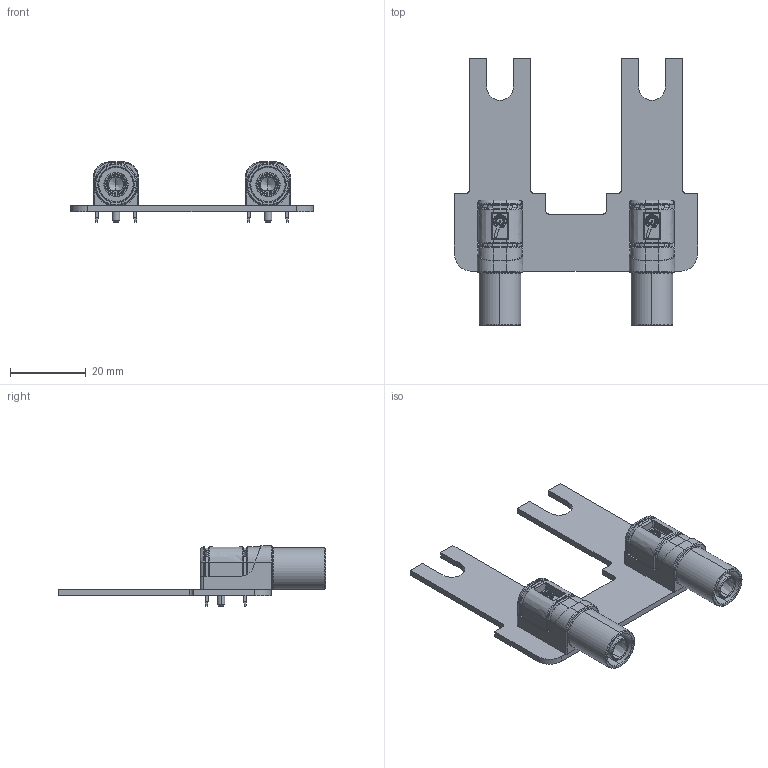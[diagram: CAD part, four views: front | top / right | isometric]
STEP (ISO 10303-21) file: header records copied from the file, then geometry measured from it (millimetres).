
FILE_DESCRIPTION(('KiCad electronic assembly'),'2;1');
FILE_NAME('pt130a_dc-load-banana-plug-adapter.step', '2022-05-27T18:45:02',('Pcbnew'),('Kicad'), 'Open CASCADE STEP processor 7.5','KiCad to STEP converter','Unknown' );
FILE_SCHEMA(('AUTOMOTIVE_DESIGN { 1 0 10303 214 1 1 1 1 }'));
Length unit declared in the file: millimetre
Products named in the file (4): pt130a_dc-load-banana-plug-adapter 1; sweb8094_8094_kunde; COMPOUND; pt130a_dc-load-banana-plug-adapter PCB
Assembly tree (4 placements, depth 3):
  pt130a_dc-load-banana-plug-adapter 1
    sweb8094_8094_kunde  x2
      COMPOUND
    pt130a_dc-load-banana-plug-adapter PCB
Bounding box: 64 x 70.3 x 15.9 mm (x, y, z)
Volume: 3497.2 mm3; surface area: 14420.8 mm2
Topology: 1 solids, 11 shells, 1088 faces, 2682 edges, 1626 vertices
Faces by surface type: bspline 1020, plane 40, cylinder 28
Full cylindrical faces by diameter (mm): 2.2 x2
Entity records: 40986 total; most frequent: CARTESIAN_POINT 18584, B_SPLINE_CURVE_WITH_KNOTS 3105, ORIENTED_EDGE 2876, PCURVE 2876, DEFINITIONAL_REPRESENTATION 2876, EDGE_CURVE 1438, SURFACE_CURVE 1436, VERTEX_POINT 879
